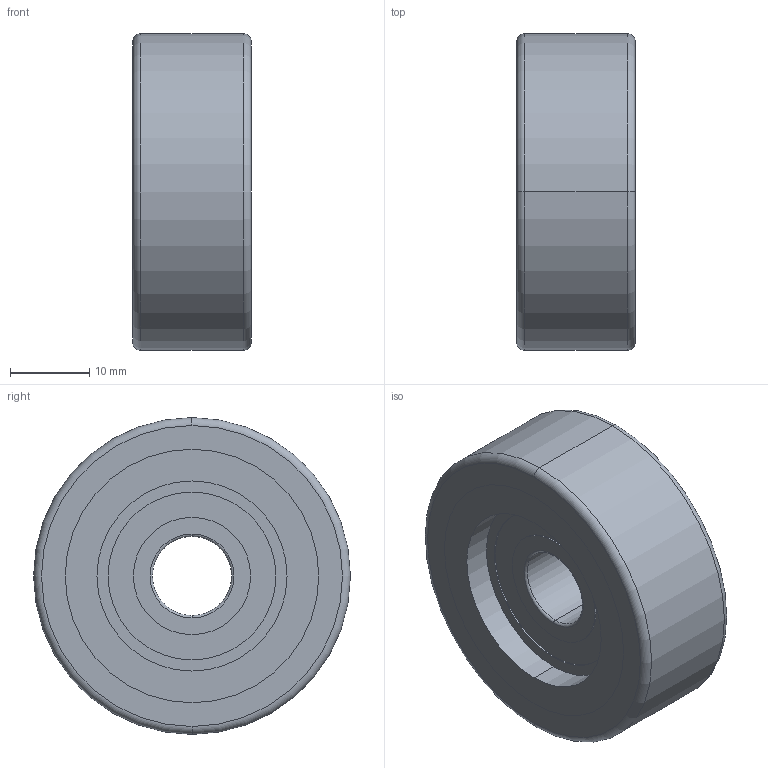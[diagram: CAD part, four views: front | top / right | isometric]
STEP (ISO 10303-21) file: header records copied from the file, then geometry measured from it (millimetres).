
FILE_DESCRIPTION (( 'STEP AP214' ), '1' );
FILE_NAME ('0033179.step', '2023-09-25T09:37:08', ( '' ), ( '' ), 'SwSTEP 2.0', 'SolidWorks 2020', '' );
FILE_SCHEMA (( 'AUTOMOTIVE_DESIGN' ));
Length unit declared in the file: millimetre
Products named in the file (1): 0033179
Bounding box: 15 x 40 x 40 mm (x, y, z)
Volume: 14394 mm3; surface area: 12364.7 mm2
Topology: 8 solids, 8 shells, 86 faces, 181 edges, 112 vertices
Faces by surface type: cylinder 47, torus 22, plane 17
Entity records: 3430 total; most frequent: DIRECTION 489, CARTESIAN_POINT 380, ORIENTED_EDGE 362, AXIS2_PLACEMENT_3D 221, EDGE_CURVE 181, CIRCLE 134, VERTEX_POINT 112, EDGE_LOOP 105
